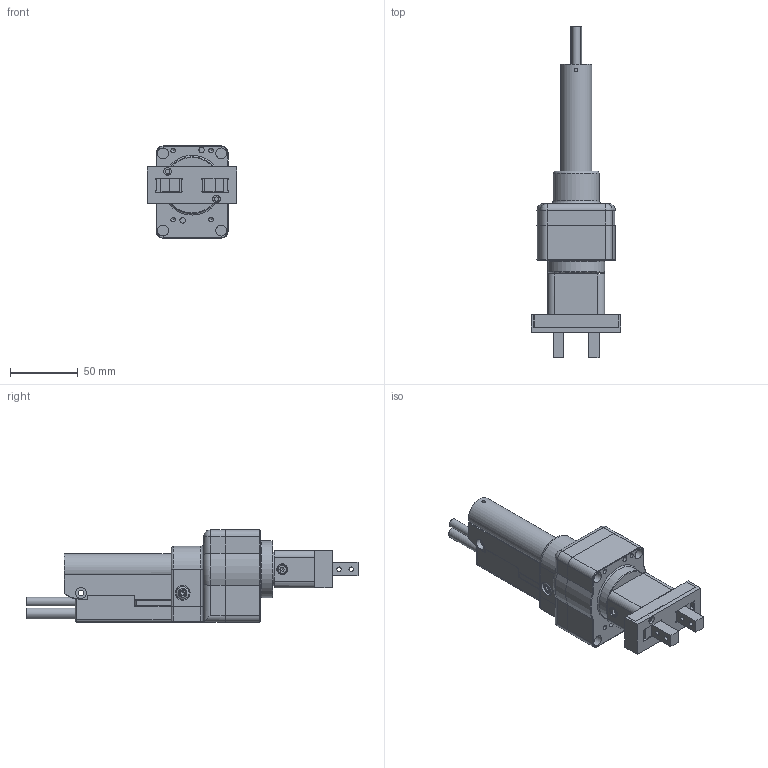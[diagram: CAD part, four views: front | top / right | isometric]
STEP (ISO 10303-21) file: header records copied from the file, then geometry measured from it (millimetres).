
FILE_DESCRIPTION (( 'STEP AP214' ), '1' );
FILE_NAME ('0186-2192_250123_GM51-23Sx80F-XP-K_35-18_E50x0.8-NG_MSxx.STEP', '2025-01-23T07:42:01', ( '' ), ( '' ), 'SwSTEP 2.0', 'SolidWorks 2024', '' );
FILE_SCHEMA (( 'AUTOMOTIVE_DESIGN' ));
Length unit declared in the file: millimetre
Products named in the file (10): 0180-3969_GM50k-23-Cover; GM51k-23-GRM; GM51k-23Sx80F-Stator; GM51k-23-GBG; GM50k-23_FGR; 0186-2192_250123_GM51-23Sx80F-XP-K_35-18_E50x0.8-NG_MSxx; 0160-5157_GM51k-23_SDR; GM51h-23Sx80F-...-RS01; GM51k-23-GLM; GM50h-23-Greiferkopf^0186-2192_GM51-23Sx80F-XP-K_35-18_E50x0.8-NG_MSxx
Assembly tree (10 placements, depth 3):
  0186-2192_250123_GM51-23Sx80F-XP-K_35-18_E50x0.8-NG_MSxx
    GM51h-23Sx80F-...-RS01
      GM51k-23-GRM
      GM51k-23-GLM
      GM51k-23Sx80F-Stator
      0160-5157_GM51k-23_SDR
    GM50h-23-Greiferkopf^0186-2192_GM51-23Sx80F-XP-K_35-18_E50x0.8-NG_MSxx
      GM51k-23-GBG
      GM50k-23_FGR  x2
      0180-3969_GM50k-23-Cover
Bounding box: 66 x 245.14 x 68 mm (x, y, z)
Volume: 330843.6 mm3; surface area: 123032.5 mm2
Topology: 31 solids, 31 shells, 2686 faces, 6565 edges, 4042 vertices
Faces by surface type: plane 1053, cylinder 607, cone 540, bspline 410, torus 61, sphere 15
Full cylindrical faces by diameter (mm): 2 x2, 2.013 x2, 2.05 x4, 2.4 x4, 2.5 x87, 2.7 x4, 3 x6, 3.1 x50, 3.2 x2, 3.3 x8, 4 x4, 4.2 x2, 4.3 x2, 4.5 x2, 5 x4, 5.7 x28, 6 x4, 6.2 x1, 6.3 x1, 7 x2, 8 x9, 9.5 x2, 11 x2, 11.25 x1, 11.6 x2, 12 x2, 25 x2, 42 x1
Entity records: 111649 total; most frequent: CARTESIAN_POINT 27432, ORIENTED_EDGE 11708, DIRECTION 11016, EDGE_CURVE 5854, VERTEX_POINT 3973, AXIS2_PLACEMENT_3D 3961, EDGE_LOOP 3455, VECTOR 3094
